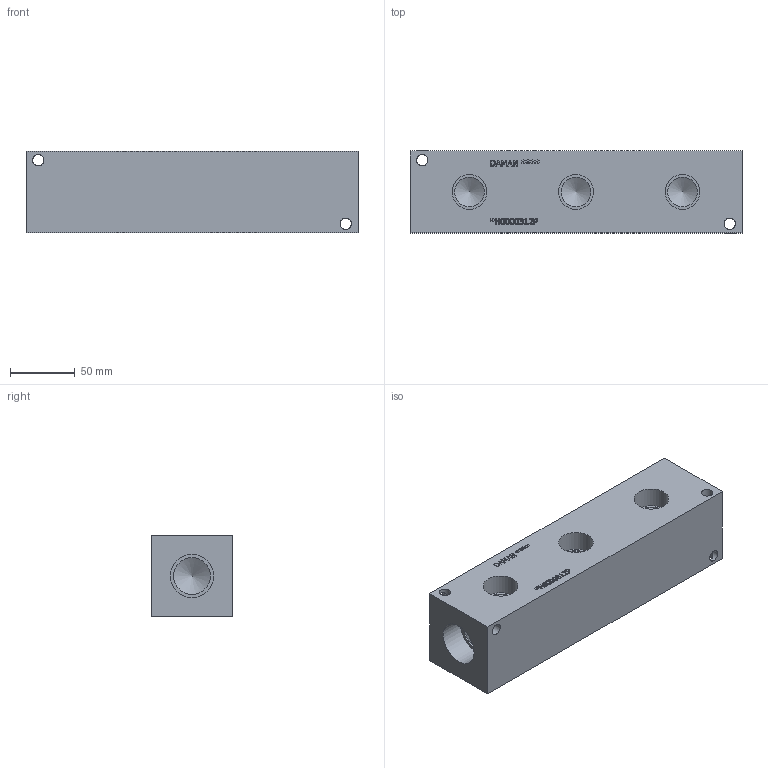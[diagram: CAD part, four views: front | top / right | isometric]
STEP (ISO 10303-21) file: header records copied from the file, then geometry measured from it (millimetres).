
FILE_DESCRIPTION(/* description */ (''),/* implementation_level */ '2;1');
FILE_NAME(/* name */ '_H0000312P.stp',/* time_stamp */ '2020-08-17T11:42:21-04:00',/* author */ ('alexanderw'),/* organization */ (''),/* preprocessor_version */ 'ST-DEVELOPER v17',/* originating_system */ 'Autodesk Inventor 2019',/* authorisation */ '');
FILE_SCHEMA (('AUTOMOTIVE_DESIGN { 1 0 10303 214 3 1 1 }'));
Length unit declared in the file: millimetre
Products named in the file (1): Part_+H0000312P_3D
Bounding box: 257.18 x 63.5 x 63.5 mm (x, y, z)
Volume: 953387.5 mm3; surface area: 88418.7 mm2
Topology: 1 solids, 1 shells, 341 faces, 935 edges, 624 vertices
Faces by surface type: plane 223, bspline 95, cylinder 18, cone 5
Full cylindrical faces by diameter (mm): 8.738 x8, 23.012 x3, 26.924 x3, 28.575 x2, 33.706 x2
Entity records: 11548 total; most frequent: CARTESIAN_POINT 3131, ORIENTED_EDGE 1860, DIRECTION 1289, EDGE_CURVE 930, LINE 685, VECTOR 685, VERTEX_POINT 624, EDGE_LOOP 386
